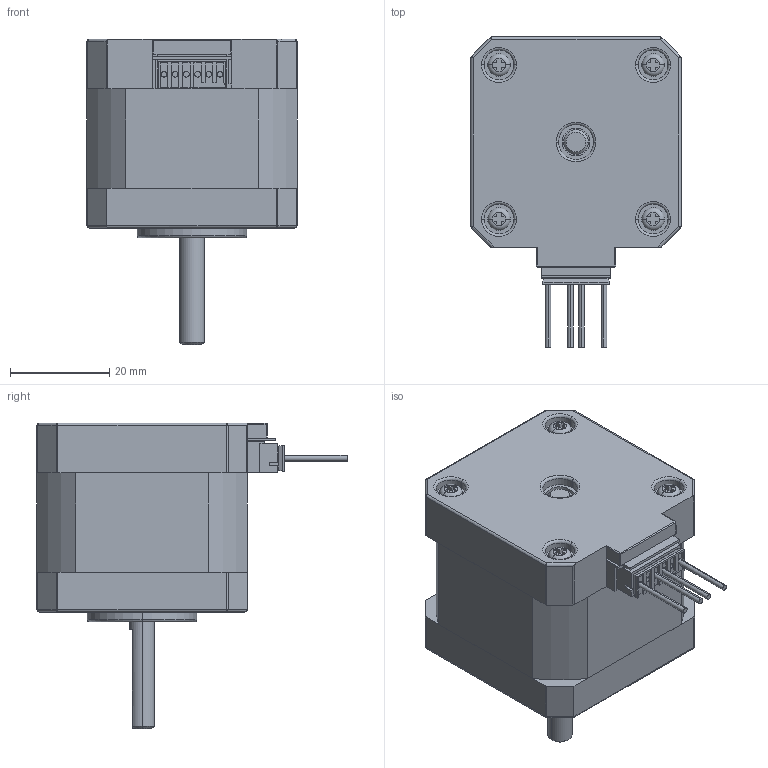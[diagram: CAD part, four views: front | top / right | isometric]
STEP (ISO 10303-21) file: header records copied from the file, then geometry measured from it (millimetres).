
FILE_DESCRIPTION (( 'STEP AP214' ), '1' );
FILE_NAME ('17HE15-1504S.STEP', '2022-09-06T02:56:35', ( '' ), ( '' ), 'SwSTEP 2.0', 'SolidWorks 2016', '' );
FILE_SCHEMA (( 'AUTOMOTIVE_DESIGN' ));
Length unit declared in the file: millimetre
Products named in the file (1): 17HE15-1504S
Bounding box: 42.32 x 62.4 x 61.5 mm (x, y, z)
Volume: 66979.7 mm3; surface area: 11455.3 mm2
Topology: 1 solids, 1 shells, 381 faces, 959 edges, 592 vertices
Faces by surface type: plane 234, cylinder 97, torus 22, sphere 15, cone 13
Entity records: 13259 total; most frequent: CARTESIAN_POINT 2183, DIRECTION 1888, ORIENTED_EDGE 1888, EDGE_CURVE 944, AXIS2_PLACEMENT_3D 647, VECTOR 594, LINE 594, VERTEX_POINT 592
